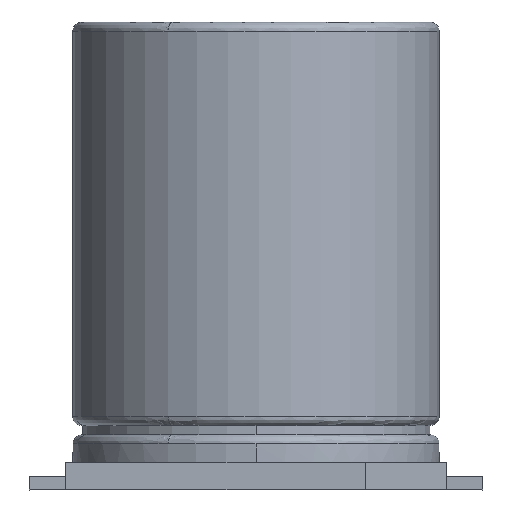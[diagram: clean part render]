
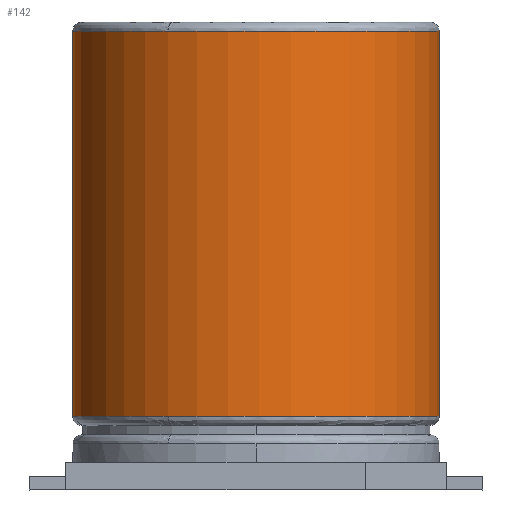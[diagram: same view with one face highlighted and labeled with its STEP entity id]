
A CAD part, left-side view. The second image highlights one B-rep face of the part: STEP entity #142.
In plain terms, the highlighted cylindrical face has radius 4 mm (diameter 8 mm), a partial arc.
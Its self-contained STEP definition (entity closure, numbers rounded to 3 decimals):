
#136 = EDGE_CURVE ( 'NONE', #137, #210, #1826, .T. ) ;
#137 = VERTEX_POINT ( 'NONE', #1863 ) ;
#142 = ADVANCED_FACE ( 'NONE', ( #658 ), #668, .T. ) ;
#143 = ORIENTED_EDGE ( 'NONE', *, *, #215, .F. ) ;
#204 = VERTEX_POINT ( 'NONE', #897 ) ;
#206 = EDGE_CURVE ( 'NONE', #204, #383, #932, .T. ) ;
#210 = VERTEX_POINT ( 'NONE', #807 ) ;
#214 = ORIENTED_EDGE ( 'NONE', *, *, #136, .F. ) ;
#215 = EDGE_CURVE ( 'NONE', #210, #216, #694, .T. ) ;
#216 = VERTEX_POINT ( 'NONE', #716 ) ;
#251 = EDGE_CURVE ( 'NONE', #204, #137, #1012, .T. ) ;
#254 = EDGE_LOOP ( 'NONE', ( #143, #214, #313, #302, #288, #290 ) ) ;
#288 = ORIENTED_EDGE ( 'NONE', *, *, #385, .T. ) ;
#290 = ORIENTED_EDGE ( 'NONE', *, *, #303, .T. ) ;
#302 = ORIENTED_EDGE ( 'NONE', *, *, #206, .T. ) ;
#303 = EDGE_CURVE ( 'NONE', #380, #216, #1203, .T. ) ;
#313 = ORIENTED_EDGE ( 'NONE', *, *, #251, .F. ) ;
#380 = VERTEX_POINT ( 'NONE', #1382 ) ;
#383 = VERTEX_POINT ( 'NONE', #1567 ) ;
#385 = EDGE_CURVE ( 'NONE', #383, #380, #1621, .T. ) ;
#658 = FACE_OUTER_BOUND ( 'NONE', #254, .T. ) ;
#668 = CYLINDRICAL_SURFACE ( 'NONE', #673, 4. ) ;
#670 = DIRECTION ( 'NONE',  ( 0., 1., 0. ) ) ;
#673 = AXIS2_PLACEMENT_3D ( 'NONE', #699, #698, #670 ) ;
#692 = VECTOR ( 'NONE', #703, 1000. ) ;
#693 = CARTESIAN_POINT ( 'NONE',  ( 0., -4., 10. ) ) ;
#694 = LINE ( 'NONE', #693, #692 ) ;
#698 = DIRECTION ( 'NONE',  ( 0., 0., -1. ) ) ;
#699 = CARTESIAN_POINT ( 'NONE',  ( 0., 0., 10. ) ) ;
#703 = DIRECTION ( 'NONE',  ( 0., 0., -1. ) ) ;
#716 = CARTESIAN_POINT ( 'NONE',  ( 0., -4., 1.6 ) ) ;
#807 = CARTESIAN_POINT ( 'NONE',  ( 0., -4., 10. ) ) ;
#809 = DIRECTION ( 'NONE',  ( 0., 0., -1. ) ) ;
#897 = CARTESIAN_POINT ( 'NONE',  ( 0., 4., 10. ) ) ;
#930 = VECTOR ( 'NONE', #809, 1000. ) ;
#931 = CARTESIAN_POINT ( 'NONE',  ( 0., 4., 10. ) ) ;
#932 = LINE ( 'NONE', #931, #930 ) ;
#1012 = CIRCLE ( 'NONE', #1028, 4. ) ;
#1028 = AXIS2_PLACEMENT_3D ( 'NONE', #1164, #1163, #1162 ) ;
#1162 = DIRECTION ( 'NONE',  ( -0.878, 0.479, 0. ) ) ;
#1163 = DIRECTION ( 'NONE',  ( 0., 0., 1. ) ) ;
#1164 = CARTESIAN_POINT ( 'NONE',  ( 0., 0., 10. ) ) ;
#1202 = AXIS2_PLACEMENT_3D ( 'NONE', #1288, #1287, #1286 ) ;
#1203 = CIRCLE ( 'NONE', #1202, 4. ) ;
#1286 = DIRECTION ( 'NONE',  ( -0.878, 0.479, 0. ) ) ;
#1287 = DIRECTION ( 'NONE',  ( 0., 0., 1. ) ) ;
#1288 = CARTESIAN_POINT ( 'NONE',  ( 0., 0., 1.6 ) ) ;
#1382 = CARTESIAN_POINT ( 'NONE',  ( -3.51, 1.918, 1.6 ) ) ;
#1561 = DIRECTION ( 'NONE',  ( -0.878, 0.479, 0. ) ) ;
#1567 = CARTESIAN_POINT ( 'NONE',  ( 0., 4., 1.6 ) ) ;
#1571 = DIRECTION ( 'NONE',  ( 0., 0., 1. ) ) ;
#1572 = CARTESIAN_POINT ( 'NONE',  ( 0., 0., 1.6 ) ) ;
#1573 = AXIS2_PLACEMENT_3D ( 'NONE', #1572, #1571, #1561 ) ;
#1621 = CIRCLE ( 'NONE', #1573, 4. ) ;
#1826 = CIRCLE ( 'NONE', #1862, 4. ) ;
#1859 = DIRECTION ( 'NONE',  ( 0.878, -0.479, 0. ) ) ;
#1860 = DIRECTION ( 'NONE',  ( 0., 0., 1. ) ) ;
#1861 = CARTESIAN_POINT ( 'NONE',  ( 0., 0., 10. ) ) ;
#1862 = AXIS2_PLACEMENT_3D ( 'NONE', #1861, #1860, #1859 ) ;
#1863 = CARTESIAN_POINT ( 'NONE',  ( -3.51, 1.918, 10. ) ) ;
